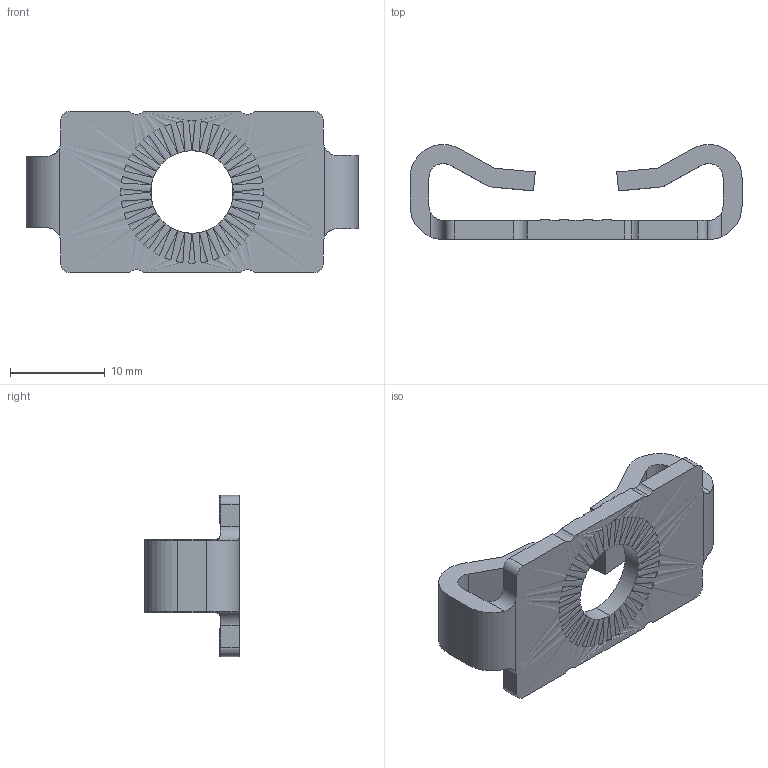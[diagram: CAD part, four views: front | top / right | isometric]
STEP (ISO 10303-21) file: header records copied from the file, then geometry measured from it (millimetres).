
FILE_DESCRIPTION (( 'STEP AP203' ), '1' );
FILE_NAME ('163009.step', '2023-01-11T15:41:26', ( '' ), ( '' ), 'SwSTEP 2.0', 'SolidWorks 2021', '' );
FILE_SCHEMA (( 'CONFIG_CONTROL_DESIGN' ));
Length unit declared in the file: inch
Products named in the file (1): 163009
Bounding box: 35 x 10 x 17 mm (x, y, z)
Volume: 1470.4 mm3; surface area: 1870.4 mm2
Topology: 1 solids, 1 shells, 161 faces, 439 edges, 280 vertices
Faces by surface type: plane 98, cylinder 63
Entity records: 5336 total; most frequent: CARTESIAN_POINT 1322, ORIENTED_EDGE 878, DIRECTION 765, EDGE_CURVE 439, AXIS2_PLACEMENT_3D 283, VERTEX_POINT 280, LINE 199, VECTOR 199
